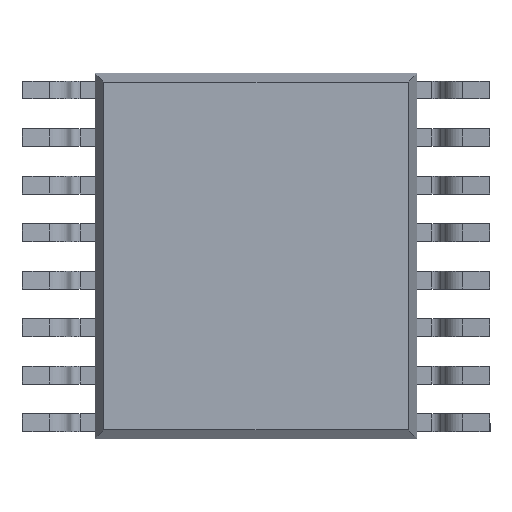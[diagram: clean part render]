
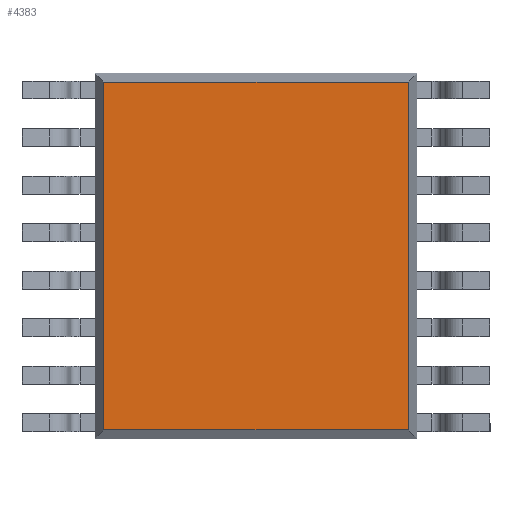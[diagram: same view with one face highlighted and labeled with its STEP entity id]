
A CAD part, front view. The second image highlights one B-rep face of the part: STEP entity #4383.
In plain terms, the highlighted planar face has unit normal (0, -1, 0).
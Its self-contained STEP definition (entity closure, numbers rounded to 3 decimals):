
#519 = CARTESIAN_POINT ( 'NONE',  ( 0., 0.15, 0. ) ) ;
#567 = DIRECTION ( 'NONE',  ( 1., 0., 0. ) ) ;
#609 = ORIENTED_EDGE ( 'NONE', *, *, #2081, .T. ) ;
#831 = EDGE_LOOP ( 'NONE', ( #1684, #609, #5427, #4600 ) ) ;
#861 = CARTESIAN_POINT ( 'NONE',  ( 2.079, 0.15, 2.379 ) ) ;
#892 = CARTESIAN_POINT ( 'NONE',  ( 2.2, 0.15, 2.379 ) ) ;
#907 = CARTESIAN_POINT ( 'NONE',  ( -2.079, 0.15, -2.379 ) ) ;
#1606 = VERTEX_POINT ( 'NONE', #861 ) ;
#1645 = DIRECTION ( 'NONE',  ( 1., 0., 0. ) ) ;
#1684 = ORIENTED_EDGE ( 'NONE', *, *, #5997, .T. ) ;
#1753 = LINE ( 'NONE', #2864, #3118 ) ;
#1795 = DIRECTION ( 'NONE',  ( 0., -1., 0. ) ) ;
#1841 = VECTOR ( 'NONE', #4708, 1000. ) ;
#2081 = EDGE_CURVE ( 'NONE', #1606, #5756, #3501, .T. ) ;
#2090 = DIRECTION ( 'NONE',  ( -1., 0., 0. ) ) ;
#2327 = VERTEX_POINT ( 'NONE', #907 ) ;
#2864 = CARTESIAN_POINT ( 'NONE',  ( 2.079, 0.15, -2.5 ) ) ;
#3118 = VECTOR ( 'NONE', #5116, 1000. ) ;
#3224 = VECTOR ( 'NONE', #2090, 1000. ) ;
#3501 = LINE ( 'NONE', #892, #3224 ) ;
#3586 = LINE ( 'NONE', #5866, #1841 ) ;
#3901 = CARTESIAN_POINT ( 'NONE',  ( -2.2, 0.15, -2.379 ) ) ;
#3907 = VECTOR ( 'NONE', #1645, 1000. ) ;
#4166 = AXIS2_PLACEMENT_3D ( 'NONE', #519, #1795, #567 ) ;
#4240 = EDGE_CURVE ( 'NONE', #2327, #7179, #4725, .T. ) ;
#4383 = ADVANCED_FACE ( 'NONE', ( #4995 ), #4687, .T. ) ;
#4600 = ORIENTED_EDGE ( 'NONE', *, *, #4240, .T. ) ;
#4687 = PLANE ( 'NONE',  #4166 ) ;
#4708 = DIRECTION ( 'NONE',  ( 0., 0., -1. ) ) ;
#4725 = LINE ( 'NONE', #3901, #3907 ) ;
#4995 = FACE_OUTER_BOUND ( 'NONE', #831, .T. ) ;
#5116 = DIRECTION ( 'NONE',  ( 0., 0., 1. ) ) ;
#5427 = ORIENTED_EDGE ( 'NONE', *, *, #6059, .T. ) ;
#5756 = VERTEX_POINT ( 'NONE', #6157 ) ;
#5866 = CARTESIAN_POINT ( 'NONE',  ( -2.079, 0.15, 2.5 ) ) ;
#5997 = EDGE_CURVE ( 'NONE', #7179, #1606, #1753, .T. ) ;
#6059 = EDGE_CURVE ( 'NONE', #5756, #2327, #3586, .T. ) ;
#6157 = CARTESIAN_POINT ( 'NONE',  ( -2.079, 0.15, 2.379 ) ) ;
#7179 = VERTEX_POINT ( 'NONE', #7316 ) ;
#7316 = CARTESIAN_POINT ( 'NONE',  ( 2.079, 0.15, -2.379 ) ) ;
